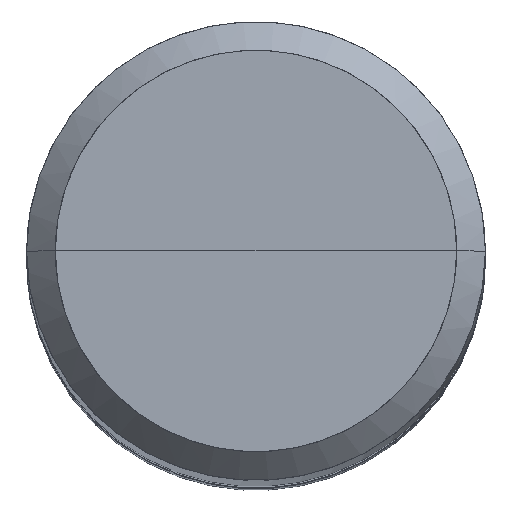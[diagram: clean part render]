
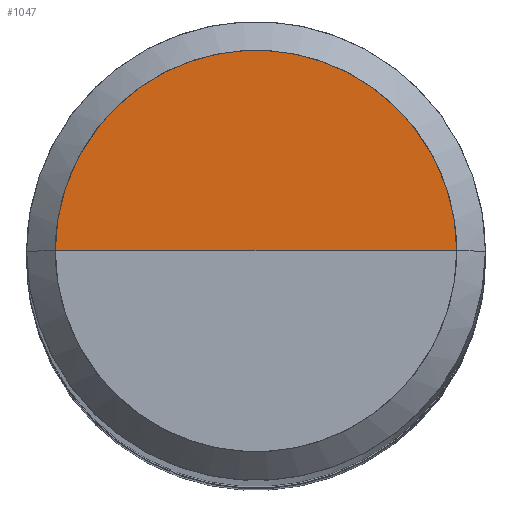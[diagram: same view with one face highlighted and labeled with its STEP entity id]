
A CAD part, top view. The second image highlights one B-rep face of the part: STEP entity #1047.
In plain terms, the highlighted free-form (B-spline) face has degree [1, 2] with [2, 5] control points.
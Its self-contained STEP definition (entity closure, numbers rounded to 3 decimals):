
#758=CARTESIAN_POINT('',(3.5,0.0,78.0));
#759=CARTESIAN_POINT('',(3.5,3.5,78.0));
#760=CARTESIAN_POINT('',(0.0,3.5,78.0));
#761=CARTESIAN_POINT('',(-3.5,3.5,78.0));
#762=CARTESIAN_POINT('',(-3.5,0.0,78.0));
#763=CARTESIAN_POINT('',(0.0,0.0,78.0));
#1032=(
BOUNDED_SURFACE()
B_SPLINE_SURFACE(1,2,(
(#758,#759,#760,#761,#762),
(#763,#763,#763,#763,#763)
), .UNSPECIFIED.,.F.,.F.,.F.)
B_SPLINE_SURFACE_WITH_KNOTS((2,2),(3,2,3),(
0.0,1.0),(
0.0,0.5,1.0), .UNSPECIFIED.)
GEOMETRIC_REPRESENTATION_ITEM()
RATIONAL_B_SPLINE_SURFACE(((1.0,0.707,1.0,0.707,1.0),
(1.0,0.707,1.0,0.707,1.0)
))
REPRESENTATION_ITEM('')
SURFACE()
);
#1033=(
BOUNDED_CURVE()
B_SPLINE_CURVE(2,(#762,#761,#760,#759,#758),.UNSPECIFIED.,.F.,.F.)
B_SPLINE_CURVE_WITH_KNOTS((3,2,3),
(0.0,0.5,1.0),.UNSPECIFIED.)
CURVE()
GEOMETRIC_REPRESENTATION_ITEM()
RATIONAL_B_SPLINE_CURVE((1.0,0.707,1.0,0.707,1.0))
REPRESENTATION_ITEM('')
);
#1034=(
BOUNDED_CURVE()
B_SPLINE_CURVE(1,(#758,#763),.UNSPECIFIED.,.F.,.F.)
B_SPLINE_CURVE_WITH_KNOTS((2,2),
(0.0,1.0),.UNSPECIFIED.)
CURVE()
GEOMETRIC_REPRESENTATION_ITEM()
RATIONAL_B_SPLINE_CURVE((1.0,1.0))
REPRESENTATION_ITEM('')
);
#1035=(
BOUNDED_CURVE()
B_SPLINE_CURVE(1,(#763,#762),.UNSPECIFIED.,.F.,.F.)
B_SPLINE_CURVE_WITH_KNOTS((2,2),
(0.0,1.0),.UNSPECIFIED.)
CURVE()
GEOMETRIC_REPRESENTATION_ITEM()
RATIONAL_B_SPLINE_CURVE((1.0,1.0))
REPRESENTATION_ITEM('')
);
#1036=VERTEX_POINT('',#758);
#1037=VERTEX_POINT('',#762);
#1038=VERTEX_POINT('',#763);
#1039=EDGE_CURVE('',#1037,#1036,#1033,.T.);
#1040=EDGE_CURVE('',#1036,#1038,#1034,.T.);
#1041=EDGE_CURVE('',#1038,#1037,#1035,.T.);
#1042=ORIENTED_EDGE('',*,*,#1039,.T.);
#1043=ORIENTED_EDGE('',*,*,#1040,.T.);
#1044=ORIENTED_EDGE('',*,*,#1041,.T.);
#1045=EDGE_LOOP('',(#1042,#1043,#1044));
#1046=FACE_OUTER_BOUND('',#1045,.T.);
#1047=ADVANCED_FACE('',(#1046),#1032,.T.);
